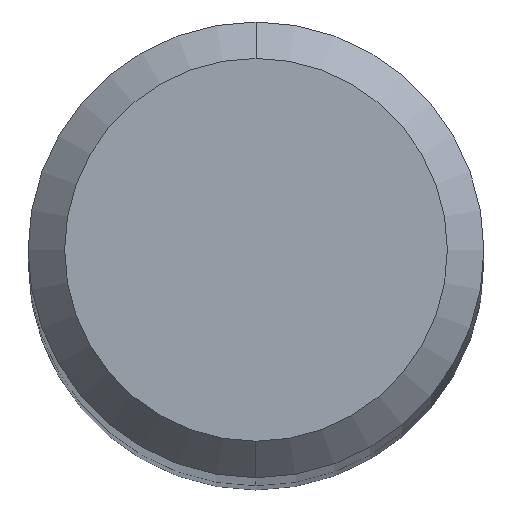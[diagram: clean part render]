
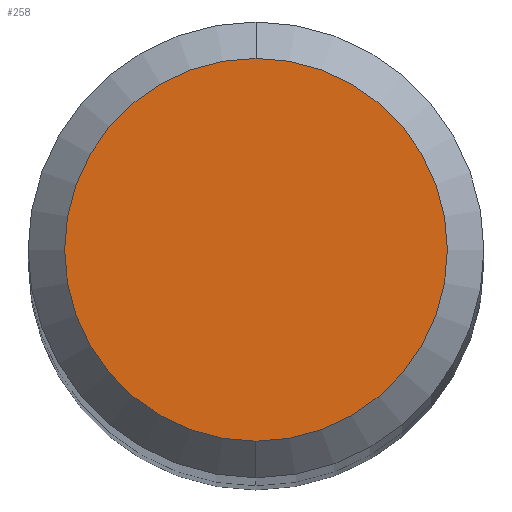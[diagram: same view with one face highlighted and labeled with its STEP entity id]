
A CAD part, top view. The second image highlights one B-rep face of the part: STEP entity #258.
In plain terms, the highlighted planar face has unit normal (0, 0, 1).
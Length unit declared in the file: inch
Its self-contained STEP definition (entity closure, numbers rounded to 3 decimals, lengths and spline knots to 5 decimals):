
#16 = PLANE ( 'NONE',  #349 ) ;
#49 = FACE_OUTER_BOUND ( 'NONE', #389, .T. ) ;
#90 = DIRECTION ( 'NONE',  ( 0., -1., 0. ) ) ;
#93 = CIRCLE ( 'NONE', #377, 0.105 ) ;
#116 = DIRECTION ( 'NONE',  ( 0., 0., 1. ) ) ;
#134 = DIRECTION ( 'NONE',  ( 0., 0., -1. ) ) ;
#143 = DIRECTION ( 'NONE',  ( 0., 0., 1. ) ) ;
#144 = ORIENTED_EDGE ( 'NONE', *, *, #392, .T. ) ;
#145 = DIRECTION ( 'NONE',  ( 0., 1., 0. ) ) ;
#215 = DIRECTION ( 'NONE',  ( 0., -1., 0. ) ) ;
#222 = CARTESIAN_POINT ( 'NONE',  ( 0., 0.105, 0. ) ) ;
#236 = AXIS2_PLACEMENT_3D ( 'NONE', #352, #116, #90 ) ;
#258 = ADVANCED_FACE ( 'NONE', ( #49 ), #16, .F. ) ;
#285 = CARTESIAN_POINT ( 'NONE',  ( 0., 0., 0. ) ) ;
#305 = CARTESIAN_POINT ( 'NONE',  ( 0., 0.105, 0. ) ) ;
#333 = ORIENTED_EDGE ( 'NONE', *, *, #354, .T. ) ;
#344 = VERTEX_POINT ( 'NONE', #222 ) ;
#349 = AXIS2_PLACEMENT_3D ( 'NONE', #305, #134, #145 ) ;
#352 = CARTESIAN_POINT ( 'NONE',  ( 0., 0., 0. ) ) ;
#354 = EDGE_CURVE ( 'NONE', #344, #360, #407, .T. ) ;
#360 = VERTEX_POINT ( 'NONE', #381 ) ;
#377 = AXIS2_PLACEMENT_3D ( 'NONE', #285, #143, #215 ) ;
#381 = CARTESIAN_POINT ( 'NONE',  ( 0., -0.105, 0. ) ) ;
#389 = EDGE_LOOP ( 'NONE', ( #333, #144 ) ) ;
#392 = EDGE_CURVE ( 'NONE', #360, #344, #93, .T. ) ;
#407 = CIRCLE ( 'NONE', #236, 0.105 ) ;
